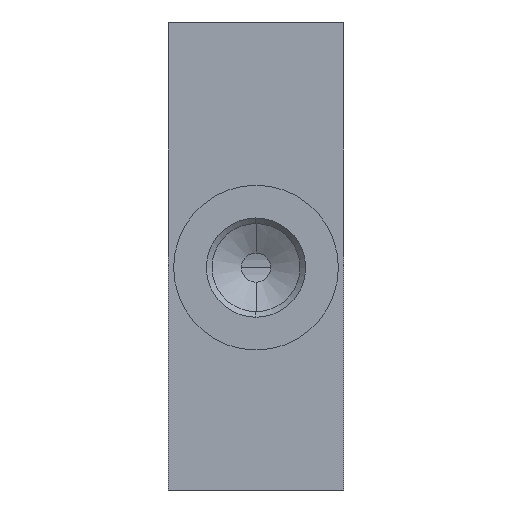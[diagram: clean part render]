
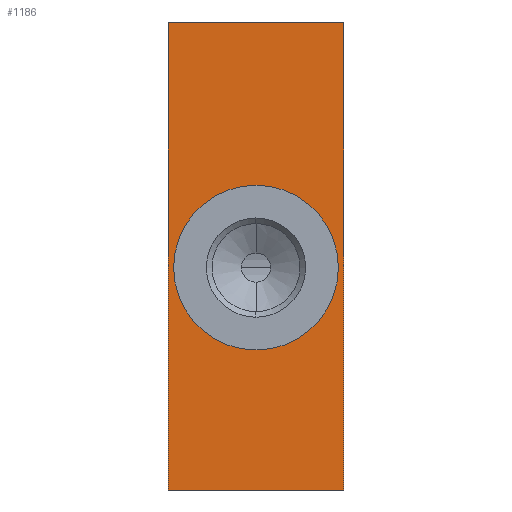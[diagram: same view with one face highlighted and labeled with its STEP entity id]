
A CAD part, left-side view. The second image highlights one B-rep face of the part: STEP entity #1186.
In plain terms, the highlighted planar face has unit normal (-1, 0, 0).
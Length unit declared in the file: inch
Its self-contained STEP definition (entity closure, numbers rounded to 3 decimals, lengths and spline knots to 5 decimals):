
#1=DIRECTION('',(0.,-1.,0.));
#2=VECTOR('',#1,0.938);
#3=CARTESIAN_POINT('',(0.,0.,0.));
#4=LINE('',#3,#2);
#17=DIRECTION('',(0.,0.,1.));
#18=VECTOR('',#17,2.5);
#19=CARTESIAN_POINT('',(0.,0.,0.));
#20=LINE('',#19,#18);
#21=CARTESIAN_POINT('',(0.,-0.469,1.188));
#22=DIRECTION('',(1.,0.,0.));
#23=DIRECTION('',(0.,0.,-1.));
#24=AXIS2_PLACEMENT_3D('',#21,#22,#23);
#26=CARTESIAN_POINT('',(0.,-0.469,1.188));
#27=DIRECTION('',(1.,0.,0.));
#28=DIRECTION('',(0.,0.,1.));
#29=AXIS2_PLACEMENT_3D('',#26,#27,#28);
#199=DIRECTION('',(0.,0.,1.));
#200=VECTOR('',#199,2.5);
#201=CARTESIAN_POINT('',(0.,-0.938,0.));
#202=LINE('',#201,#200);
#353=DIRECTION('',(0.,-1.,0.));
#354=VECTOR('',#353,0.938);
#355=CARTESIAN_POINT('',(0.,0.,2.5));
#356=LINE('',#355,#354);
#958=CARTESIAN_POINT('',(0.,0.,0.));
#959=CARTESIAN_POINT('',(0.,-0.938,0.));
#960=VERTEX_POINT('',#958);
#961=VERTEX_POINT('',#959);
#966=CARTESIAN_POINT('',(0.,0.,2.5));
#967=CARTESIAN_POINT('',(0.,-0.938,2.5));
#968=VERTEX_POINT('',#966);
#969=VERTEX_POINT('',#967);
#1138=CARTESIAN_POINT('',(0.,-0.469,0.748));
#1139=CARTESIAN_POINT('',(0.,-0.469,1.628));
#1140=VERTEX_POINT('',#1138);
#1141=VERTEX_POINT('',#1139);
#1166=CARTESIAN_POINT('',(0.,0.,0.));
#1167=DIRECTION('',(-1.,0.,0.));
#1168=DIRECTION('',(0.,-1.,0.));
#1169=AXIS2_PLACEMENT_3D('',#1166,#1167,#1168);
#1170=PLANE('',#1169);
#1171=ORIENTED_EDGE('',*,*,#1155,.F.);
#1173=ORIENTED_EDGE('',*,*,#1172,.T.);
#1175=ORIENTED_EDGE('',*,*,#1174,.T.);
#1177=ORIENTED_EDGE('',*,*,#1176,.F.);
#1178=EDGE_LOOP('',(#1171,#1173,#1175,#1177));
#1179=FACE_OUTER_BOUND('',#1178,.F.);
#1181=ORIENTED_EDGE('',*,*,#1180,.F.);
#1183=ORIENTED_EDGE('',*,*,#1182,.F.);
#1184=EDGE_LOOP('',(#1181,#1183));
#1185=FACE_BOUND('',#1184,.F.);
#1186=ADVANCED_FACE('',(#1179,#1185),#1170,.T.);
#25=CIRCLE('',#24,0.44);
#30=CIRCLE('',#29,0.44);
#1155=EDGE_CURVE('',#960,#961,#4,.T.);
#1172=EDGE_CURVE('',#960,#968,#20,.T.);
#1174=EDGE_CURVE('',#968,#969,#356,.T.);
#1176=EDGE_CURVE('',#961,#969,#202,.T.);
#1180=EDGE_CURVE('',#1140,#1141,#25,.T.);
#1182=EDGE_CURVE('',#1141,#1140,#30,.T.);
